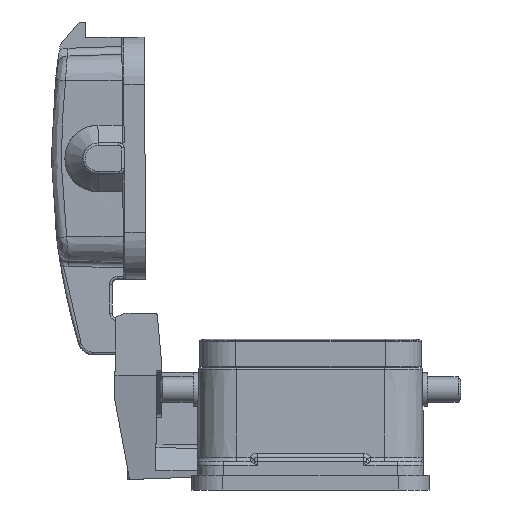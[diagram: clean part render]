
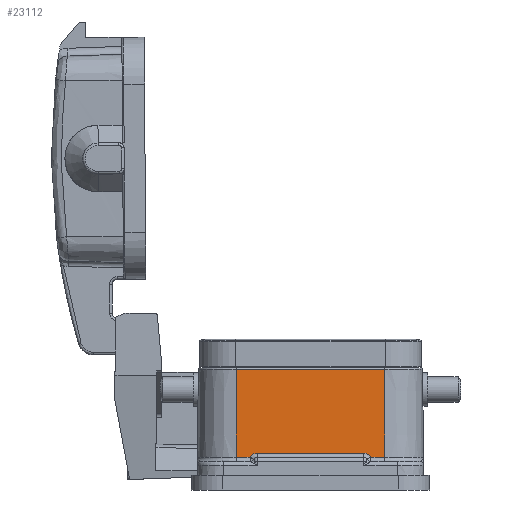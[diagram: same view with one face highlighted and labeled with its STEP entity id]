
A CAD part, left-side view. The second image highlights one B-rep face of the part: STEP entity #23112.
In plain terms, the highlighted planar face has unit normal (-1, 0, 0.009).
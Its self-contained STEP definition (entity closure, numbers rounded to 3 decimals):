
#1490 = EDGE_CURVE ( 'NONE', #18213, #18214, #10761, .T. ) ;
#1491 = EDGE_CURVE ( 'NONE', #18217, #18213, #10764, .T. ) ;
#1492 = EDGE_CURVE ( 'NONE', #18214, #18210, #10767, .T. ) ;
#1493 = EDGE_CURVE ( 'NONE', #18210, #18204, #10770, .T. ) ;
#1494 = EDGE_CURVE ( 'NONE', #18204, #18206, #7177, .T. ) ;
#1495 = EDGE_CURVE ( 'NONE', #18206, #18201, #10777, .T. ) ;
#1496 = EDGE_CURVE ( 'NONE', #18201, #18196, #7176, .T. ) ;
#1497 = EDGE_CURVE ( 'NONE', #18196, #18217, #10785, .T. ) ;
#2761 = ORIENTED_EDGE ( 'NONE', *, *, #1491, .T. ) ;
#2762 = ORIENTED_EDGE ( 'NONE', *, *, #1492, .T. ) ;
#2763 = ORIENTED_EDGE ( 'NONE', *, *, #1490, .T. ) ;
#2764 = ORIENTED_EDGE ( 'NONE', *, *, #1493, .T. ) ;
#2765 = ORIENTED_EDGE ( 'NONE', *, *, #1494, .T. ) ;
#2766 = ORIENTED_EDGE ( 'NONE', *, *, #1495, .T. ) ;
#2767 = ORIENTED_EDGE ( 'NONE', *, *, #1496, .T. ) ;
#2768 = ORIENTED_EDGE ( 'NONE', *, *, #1497, .T. ) ;
#7176 =( BOUNDED_CURVE ( )  B_SPLINE_CURVE ( 3, ( #10780, #10781, #10782, #10783 ),
 .UNSPECIFIED., .F., .F. ) 
 B_SPLINE_CURVE_WITH_KNOTS ( ( 4, 4 ),
 ( 3.142, 4.189 ),
 .UNSPECIFIED. ) 
 CURVE ( )  GEOMETRIC_REPRESENTATION_ITEM ( )  RATIONAL_B_SPLINE_CURVE ( ( 1., 0.911, 0.911, 1. ) ) 
 REPRESENTATION_ITEM ( '' )  );
#7177 =( BOUNDED_CURVE ( )  B_SPLINE_CURVE ( 3, ( #10773, #10774, #10775, #10776 ),
 .UNSPECIFIED., .F., .F. ) 
 B_SPLINE_CURVE_WITH_KNOTS ( ( 4, 4 ),
 ( 5.236, 6.283 ),
 .UNSPECIFIED. ) 
 CURVE ( )  GEOMETRIC_REPRESENTATION_ITEM ( )  RATIONAL_B_SPLINE_CURVE ( ( 1., 0.911, 0.911, 1. ) ) 
 REPRESENTATION_ITEM ( '' )  );
#10451 = VECTOR ( 'NONE', #10763, 1000. ) ;
#10452 = VECTOR ( 'NONE', #10766, 1000. ) ;
#10453 = VECTOR ( 'NONE', #10769, 1000. ) ;
#10454 = VECTOR ( 'NONE', #10772, 1000. ) ;
#10456 = VECTOR ( 'NONE', #10779, 1000. ) ;
#10457 = VECTOR ( 'NONE', #10787, 1000. ) ;
#10761 = LINE ( 'NONE', #10762, #10451 ) ;
#10762 = CARTESIAN_POINT ( 'NONE',  ( -59.811, 14.25, 21.703 ) ) ;
#10763 = DIRECTION ( 'NONE',  ( 0., 1., 0. ) ) ;
#10764 = LINE ( 'NONE', #10765, #10452 ) ;
#10765 = CARTESIAN_POINT ( 'NONE',  ( -60., -14.25, 0. ) ) ;
#10766 = DIRECTION ( 'NONE',  ( 0.009, 0., 1. ) ) ;
#10767 = LINE ( 'NONE', #10768, #10453 ) ;
#10768 = CARTESIAN_POINT ( 'NONE',  ( -60., 14.25, 0. ) ) ;
#10769 = DIRECTION ( 'NONE',  ( -0.009, 0., -1. ) ) ;
#10770 = LINE ( 'NONE', #10771, #10454 ) ;
#10771 = CARTESIAN_POINT ( 'NONE',  ( -59.958, -21.75, 4.793 ) ) ;
#10772 = DIRECTION ( 'NONE',  ( 0., -1., 0. ) ) ;
#10773 = CARTESIAN_POINT ( 'NONE',  ( -59.958, 11.585, 4.793 ) ) ;
#10774 = CARTESIAN_POINT ( 'NONE',  ( -59.954, 11.292, 5.3 ) ) ;
#10775 = CARTESIAN_POINT ( 'NONE',  ( -59.951, 10.785, 5.593 ) ) ;
#10776 = CARTESIAN_POINT ( 'NONE',  ( -59.951, 10.2, 5.593 ) ) ;
#10777 = LINE ( 'NONE', #10778, #10456 ) ;
#10778 = CARTESIAN_POINT ( 'NONE',  ( -59.951, -21.75, 5.593 ) ) ;
#10779 = DIRECTION ( 'NONE',  ( 0., -1., 0. ) ) ;
#10780 = CARTESIAN_POINT ( 'NONE',  ( -59.951, -10.2, 5.593 ) ) ;
#10781 = CARTESIAN_POINT ( 'NONE',  ( -59.951, -10.785, 5.593 ) ) ;
#10782 = CARTESIAN_POINT ( 'NONE',  ( -59.954, -11.292, 5.3 ) ) ;
#10783 = CARTESIAN_POINT ( 'NONE',  ( -59.958, -11.585, 4.793 ) ) ;
#10785 = LINE ( 'NONE', #10786, #10457 ) ;
#10786 = CARTESIAN_POINT ( 'NONE',  ( -59.958, -21.75, 4.793 ) ) ;
#10787 = DIRECTION ( 'NONE',  ( 0., -1., 0. ) ) ;
#14817 = CARTESIAN_POINT ( 'NONE',  ( -59.958, -11.585, 4.793 ) ) ;
#14821 = CARTESIAN_POINT ( 'NONE',  ( -59.951, -10.2, 5.593 ) ) ;
#14822 = CARTESIAN_POINT ( 'NONE',  ( -59.958, 11.585, 4.793 ) ) ;
#14823 = CARTESIAN_POINT ( 'NONE',  ( -59.951, 10.2, 5.593 ) ) ;
#14825 = CARTESIAN_POINT ( 'NONE',  ( -59.958, 14.25, 4.793 ) ) ;
#14826 = CARTESIAN_POINT ( 'NONE',  ( -59.811, -14.25, 21.703 ) ) ;
#14827 = CARTESIAN_POINT ( 'NONE',  ( -59.811, 14.25, 21.703 ) ) ;
#14829 = CARTESIAN_POINT ( 'NONE',  ( -59.958, -14.25, 4.793 ) ) ;
#14867 = EDGE_LOOP ( 'NONE', ( #2761, #2763, #2762, #2764, #2765, #2766, #2767, #2768 ) ) ;
#18196 = VERTEX_POINT ( 'NONE', #14817 ) ;
#18201 = VERTEX_POINT ( 'NONE', #14821 ) ;
#18204 = VERTEX_POINT ( 'NONE', #14822 ) ;
#18206 = VERTEX_POINT ( 'NONE', #14823 ) ;
#18210 = VERTEX_POINT ( 'NONE', #14825 ) ;
#18213 = VERTEX_POINT ( 'NONE', #14826 ) ;
#18214 = VERTEX_POINT ( 'NONE', #14827 ) ;
#18217 = VERTEX_POINT ( 'NONE', #14829 ) ;
#18780 = FACE_OUTER_BOUND ( 'NONE', #14867, .T. ) ;
#18786 = AXIS2_PLACEMENT_3D ( 'NONE', #20079, #20080, #20081 ) ;
#20078 = PLANE ( 'NONE',  #18786 ) ;
#20079 = CARTESIAN_POINT ( 'NONE',  ( -60., -21.75, 0. ) ) ;
#20080 = DIRECTION ( 'NONE',  ( -1., 0., 0.009 ) ) ;
#20081 = DIRECTION ( 'NONE',  ( 0.009, 0., 1. ) ) ;
#23112 = ADVANCED_FACE ( 'NONE', ( #18780 ), #20078, .T. ) ;
